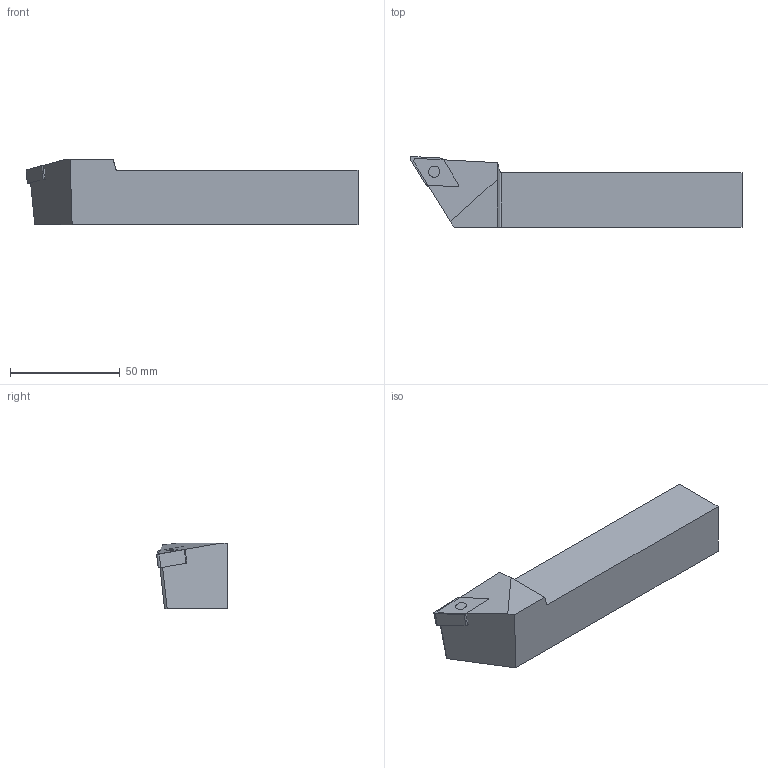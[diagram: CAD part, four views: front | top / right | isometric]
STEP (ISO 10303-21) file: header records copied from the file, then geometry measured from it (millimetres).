
FILE_DESCRIPTION(/* description */ (''),/* implementation_level */ '2;1');
FILE_NAME(/* name */ 'DDJNL2525M15_SIM.stp',/* time_stamp */ '2022-12-07T14:52:40+01:00',/* author */ (''),/* organization */ (''),/* preprocessor_version */ 'ST-DEVELOPER v18.102',/* originating_system */ 'SIEMENS PLM Software NX 2027',/* authorisation */ '');
FILE_SCHEMA (('AUTOMOTIVE_DESIGN { 1 0 10303 214 3 1 1 1 }'));
Length unit declared in the file: millimetre
Products named in the file (1): model1
Bounding box: 150.98 x 32.19 x 30 mm (x, y, z)
Volume: 93824 mm3; surface area: 16892.7 mm2
Topology: 2 solids, 2 shells, 25 faces, 61 edges, 40 vertices
Faces by surface type: plane 18, cylinder 7
Full cylindrical faces by diameter (mm): 5.16 x1
Entity records: 761 total; most frequent: CARTESIAN_POINT 126, DIRECTION 125, ORIENTED_EDGE 120, EDGE_CURVE 60, LINE 47, VECTOR 47, VERTEX_POINT 40, AXIS2_PLACEMENT_3D 39
